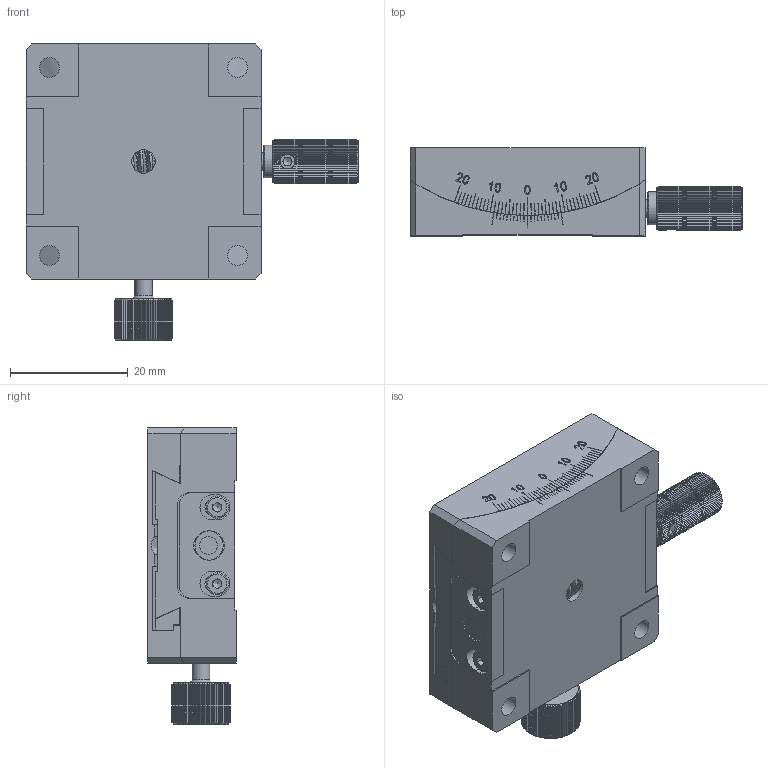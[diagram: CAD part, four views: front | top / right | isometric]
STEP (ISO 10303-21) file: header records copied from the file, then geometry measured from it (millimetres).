
FILE_DESCRIPTION (( 'STEP AP203' ), '1' );
FILE_NAME ('528945.STEP', '2024-11-12T09:47:58', ( 'Windows User' ), ( 'P R C' ), 'SwSTEP 2.0', 'SolidWorks 2020', '' );
FILE_SCHEMA (( 'CONFIG_CONTROL_DESIGN' ));
Length unit declared in the file: millimetre
Products named in the file (1): 528945
Bounding box: 56.5 x 15 x 50.39 mm (x, y, z)
Volume: 22587.7 mm3; surface area: 16483.1 mm2
Topology: 15 solids, 15 shells, 1699 faces, 4305 edges, 2666 vertices
Faces by surface type: plane 1042, cone 313, cylinder 304, bspline 40
Full cylindrical faces by diameter (mm): 1.6 x8, 2 x4, 2.5 x9, 3 x7, 3.4 x4, 3.8 x4, 4 x2, 5 x4, 5.35 x2, 5.6 x1, 5.8 x4, 6 x2, 8 x1
Entity records: 59353 total; most frequent: CARTESIAN_POINT 19836, ORIENTED_EDGE 8368, DIRECTION 7849, EDGE_CURVE 4184, AXIS2_PLACEMENT_3D 2707, VERTEX_POINT 2631, VECTOR 2435, LINE 2435
